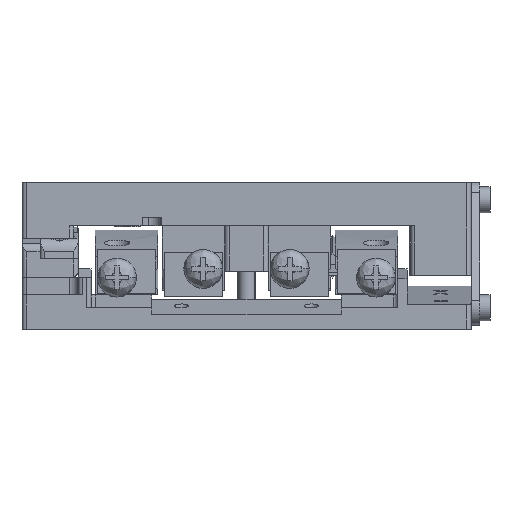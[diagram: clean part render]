
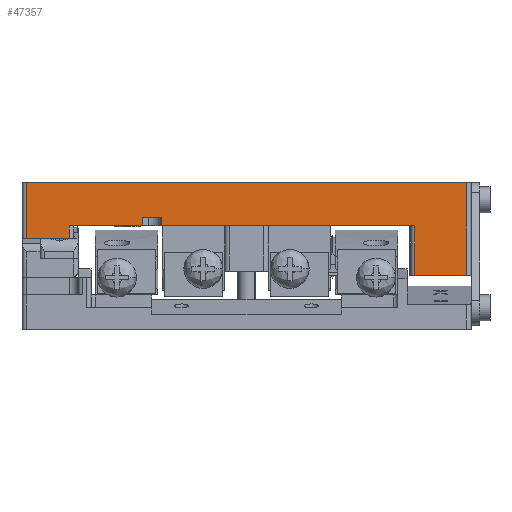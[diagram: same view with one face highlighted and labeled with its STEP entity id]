
A CAD part, front view. The second image highlights one B-rep face of the part: STEP entity #47357.
In plain terms, the highlighted planar face has unit normal (0, -1, 0).
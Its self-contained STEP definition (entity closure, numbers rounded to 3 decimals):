
#1028 = AXIS2_PLACEMENT_3D ( 'NONE', #19722, #51383, #14960 ) ;
#1204 = DIRECTION ( 'NONE',  ( 1., 0., 0. ) ) ;
#2487 = DIRECTION ( 'NONE',  ( 1., 0., 0. ) ) ;
#2885 = VERTEX_POINT ( 'NONE', #42258 ) ;
#3600 = VERTEX_POINT ( 'NONE', #57327 ) ;
#4735 = DIRECTION ( 'NONE',  ( 0., 0., -1. ) ) ;
#4939 = VERTEX_POINT ( 'NONE', #31101 ) ;
#5927 = VECTOR ( 'NONE', #18237, 1000. ) ;
#6582 = VECTOR ( 'NONE', #22300, 1000. ) ;
#6683 = LINE ( 'NONE', #48232, #6582 ) ;
#6922 = VECTOR ( 'NONE', #1204, 1000. ) ;
#10052 = VERTEX_POINT ( 'NONE', #29646 ) ;
#11613 = CARTESIAN_POINT ( 'NONE',  ( 19., -26., -0.5 ) ) ;
#12425 = VERTEX_POINT ( 'NONE', #40946 ) ;
#12454 = EDGE_CURVE ( 'NONE', #29009, #55478, #49371, .T. ) ;
#13279 = FACE_OUTER_BOUND ( 'NONE', #16737, .T. ) ;
#13341 = CARTESIAN_POINT ( 'NONE',  ( -9.9, -26., 6.25 ) ) ;
#13572 = EDGE_CURVE ( 'NONE', #4939, #2885, #38365, .T. ) ;
#13896 = EDGE_CURVE ( 'NONE', #2885, #53048, #37572, .T. ) ;
#14960 = DIRECTION ( 'NONE',  ( 1., 0., 0. ) ) ;
#15410 = ORIENTED_EDGE ( 'NONE', *, *, #13572, .T. ) ;
#15492 = VERTEX_POINT ( 'NONE', #19826 ) ;
#16737 = EDGE_LOOP ( 'NONE', ( #43890, #31752, #62747, #59420, #18056, #55990, #44041, #25309, #31988, #53292, #15410, #55182 ) ) ;
#17165 = CARTESIAN_POINT ( 'NONE',  ( -20., -26., 5.25 ) ) ;
#17559 = VECTOR ( 'NONE', #48519, 1000. ) ;
#18056 = ORIENTED_EDGE ( 'NONE', *, *, #66490, .T. ) ;
#18237 = DIRECTION ( 'NONE',  ( 0., 0., -1. ) ) ;
#19074 = PLANE ( 'NONE',  #1028 ) ;
#19163 = VERTEX_POINT ( 'NONE', #38109 ) ;
#19454 = LINE ( 'NONE', #13341, #62934 ) ;
#19506 = EDGE_CURVE ( 'NONE', #19163, #3600, #6683, .T. ) ;
#19722 = CARTESIAN_POINT ( 'NONE',  ( 0., -26., 0. ) ) ;
#19826 = CARTESIAN_POINT ( 'NONE',  ( -9.9, -26., 6.25 ) ) ;
#22131 = LINE ( 'NONE', #11613, #22694 ) ;
#22161 = DIRECTION ( 'NONE',  ( 0., 0., 1. ) ) ;
#22300 = DIRECTION ( 'NONE',  ( -1., 0., 0. ) ) ;
#22694 = VECTOR ( 'NONE', #59294, 1000. ) ;
#23039 = EDGE_CURVE ( 'NONE', #15492, #12425, #62640, .T. ) ;
#24032 = DIRECTION ( 'NONE',  ( 0., 0., 1. ) ) ;
#24266 = CARTESIAN_POINT ( 'NONE',  ( -25.5, -26., 3.75 ) ) ;
#25309 = ORIENTED_EDGE ( 'NONE', *, *, #34361, .T. ) ;
#28184 = LINE ( 'NONE', #63703, #55266 ) ;
#29009 = VERTEX_POINT ( 'NONE', #24266 ) ;
#29646 = CARTESIAN_POINT ( 'NONE',  ( 25.5, -26., -0.5 ) ) ;
#30152 = EDGE_CURVE ( 'NONE', #53048, #15492, #19454, .T. ) ;
#30240 = CARTESIAN_POINT ( 'NONE',  ( -20.5, -26., 3.75 ) ) ;
#31101 = CARTESIAN_POINT ( 'NONE',  ( -20.5, -26., 5.25 ) ) ;
#31752 = ORIENTED_EDGE ( 'NONE', *, *, #23039, .T. ) ;
#31988 = ORIENTED_EDGE ( 'NONE', *, *, #12454, .T. ) ;
#33249 = CARTESIAN_POINT ( 'NONE',  ( 19.5, -26., 5.25 ) ) ;
#33627 = CARTESIAN_POINT ( 'NONE',  ( 19.5, -26., -0.5 ) ) ;
#33899 = DIRECTION ( 'NONE',  ( 0., 0., 1. ) ) ;
#34245 = CARTESIAN_POINT ( 'NONE',  ( -20.5, -26., 0. ) ) ;
#34361 = EDGE_CURVE ( 'NONE', #3600, #29009, #39416, .T. ) ;
#34868 = VECTOR ( 'NONE', #22161, 1000. ) ;
#36727 = VECTOR ( 'NONE', #33899, 1000. ) ;
#37461 = DIRECTION ( 'NONE',  ( 0., 0., -1. ) ) ;
#37572 = LINE ( 'NONE', #58354, #34868 ) ;
#38109 = CARTESIAN_POINT ( 'NONE',  ( 25.5, -26., 10.25 ) ) ;
#38365 = LINE ( 'NONE', #17165, #6922 ) ;
#39416 = LINE ( 'NONE', #49908, #5927 ) ;
#40946 = CARTESIAN_POINT ( 'NONE',  ( -9.9, -26., 5.25 ) ) ;
#42258 = CARTESIAN_POINT ( 'NONE',  ( -12.1, -26., 5.25 ) ) ;
#43890 = ORIENTED_EDGE ( 'NONE', *, *, #30152, .T. ) ;
#44041 = ORIENTED_EDGE ( 'NONE', *, *, #19506, .T. ) ;
#44533 = LINE ( 'NONE', #47707, #50215 ) ;
#47357 = ADVANCED_FACE ( 'NONE', ( #13279 ), #19074, .T. ) ;
#47707 = CARTESIAN_POINT ( 'NONE',  ( 25.5, -26., 10.25 ) ) ;
#47921 = VERTEX_POINT ( 'NONE', #33249 ) ;
#48022 = DIRECTION ( 'NONE',  ( 1., 0., 0. ) ) ;
#48232 = CARTESIAN_POINT ( 'NONE',  ( 26., -26., 10.25 ) ) ;
#48258 = VECTOR ( 'NONE', #48022, 1000. ) ;
#48519 = DIRECTION ( 'NONE',  ( 1., 0., 0. ) ) ;
#49371 = LINE ( 'NONE', #54456, #48258 ) ;
#49908 = CARTESIAN_POINT ( 'NONE',  ( -25.5, -26., 3.75 ) ) ;
#50215 = VECTOR ( 'NONE', #24032, 1000. ) ;
#51383 = DIRECTION ( 'NONE',  ( 0., -1., 0. ) ) ;
#52836 = VECTOR ( 'NONE', #4735, 1000. ) ;
#53048 = VERTEX_POINT ( 'NONE', #60201 ) ;
#53253 = EDGE_CURVE ( 'NONE', #12425, #47921, #59089, .T. ) ;
#53292 = ORIENTED_EDGE ( 'NONE', *, *, #59710, .T. ) ;
#53630 = CARTESIAN_POINT ( 'NONE',  ( -9.9, -26., 5.25 ) ) ;
#53947 = EDGE_CURVE ( 'NONE', #10052, #19163, #44533, .T. ) ;
#54456 = CARTESIAN_POINT ( 'NONE',  ( -26., -26., 3.75 ) ) ;
#54855 = VERTEX_POINT ( 'NONE', #33627 ) ;
#55182 = ORIENTED_EDGE ( 'NONE', *, *, #13896, .T. ) ;
#55266 = VECTOR ( 'NONE', #37461, 1000. ) ;
#55478 = VERTEX_POINT ( 'NONE', #30240 ) ;
#55990 = ORIENTED_EDGE ( 'NONE', *, *, #53947, .T. ) ;
#57327 = CARTESIAN_POINT ( 'NONE',  ( -25.5, -26., 10.25 ) ) ;
#57837 = CARTESIAN_POINT ( 'NONE',  ( -9.9, -26., 8.25 ) ) ;
#58354 = CARTESIAN_POINT ( 'NONE',  ( -12.1, -26., 5.25 ) ) ;
#59089 = LINE ( 'NONE', #53630, #17559 ) ;
#59294 = DIRECTION ( 'NONE',  ( 1., 0., 0. ) ) ;
#59420 = ORIENTED_EDGE ( 'NONE', *, *, #66661, .T. ) ;
#59710 = EDGE_CURVE ( 'NONE', #55478, #4939, #65972, .T. ) ;
#60201 = CARTESIAN_POINT ( 'NONE',  ( -12.1, -26., 6.25 ) ) ;
#62640 = LINE ( 'NONE', #57837, #52836 ) ;
#62747 = ORIENTED_EDGE ( 'NONE', *, *, #53253, .T. ) ;
#62934 = VECTOR ( 'NONE', #2487, 1000. ) ;
#63703 = CARTESIAN_POINT ( 'NONE',  ( 19.5, -26., -0.5 ) ) ;
#65972 = LINE ( 'NONE', #34245, #36727 ) ;
#66490 = EDGE_CURVE ( 'NONE', #54855, #10052, #22131, .T. ) ;
#66661 = EDGE_CURVE ( 'NONE', #47921, #54855, #28184, .T. ) ;
